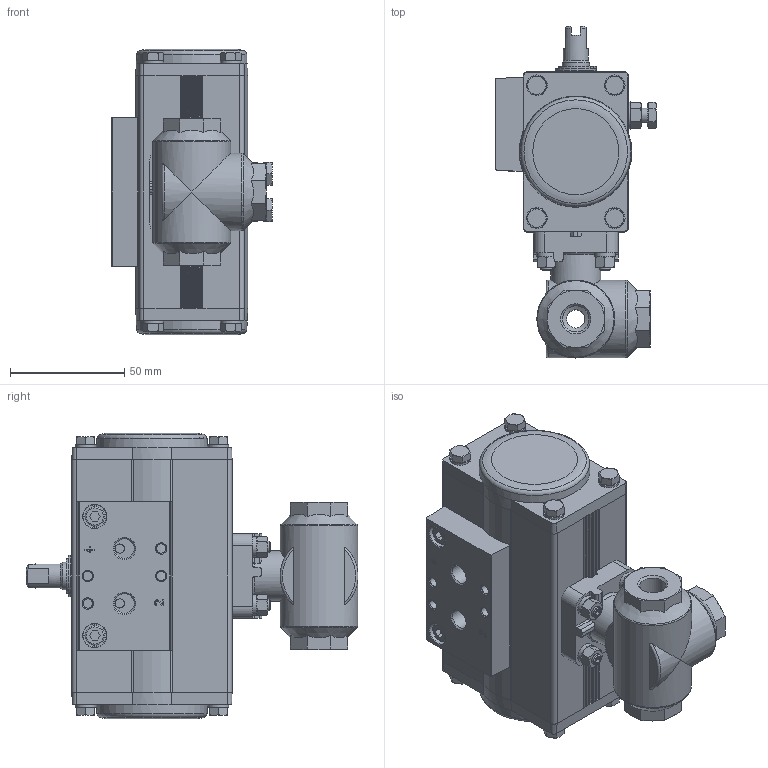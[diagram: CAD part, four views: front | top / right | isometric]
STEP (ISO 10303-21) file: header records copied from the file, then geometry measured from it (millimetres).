
FILE_DESCRIPTION(/* description */ ('STEP AP214'),/* implementation_level */ '2;1');
FILE_NAME(/* name */ '8070258_VZBM-A-1_4-RP-25-F-3T-B2-PA10',/* time_stamp */ '2024-09-18T03:15:49+02:00',/* author */ ('License CC BY-ND 4.0'),/* organization */ ('CADENAS'),/* preprocessor_version */ 'ST-DEVELOPER v19.3',/* originating_system */ 'PARTsolutions',/* authorisation */ ' ');
FILE_SCHEMA (('AUTOMOTIVE_DESIGN {1 0 10303 214 3 1 1}'));
Length unit declared in the file: millimetre
Products named in the file (10): 8070258 VZBM-A-1/4-RP-25-F-3T-B2-PA10; 4451861 VZBM-1/4-Rp-40-F-3T-F03-B2B3; 8042184 DFPD-10-90-RD-F03-------(housing); 8042184 DFPD-10(F03_90)---(shaft); 3637777 SCHEIBE 6.2X12X1.5-1.4301; 3635967 DFPD-10; DIN 934 - M6(F); 1128629 NL-5; ISO-4026 M5x25; ISO 4032 - M5(F)
Assembly tree (21 placements, depth 2):
  8070258 VZBM-A-1/4-RP-25-F-3T-B2-PA10
    4451861 VZBM-1/4-Rp-40-F-3T-F03-B2B3
    8042184 DFPD-10-90-RD-F03-------(housing)
    8042184 DFPD-10(F03_90)---(shaft)
    3637777 SCHEIBE 6.2X12X1.5-1.4301  x2
    3635967 DFPD-10  x2
    DIN 934 - M6(F)  x2
    1128629 NL-5  x4
    ISO-4026 M5x25  x4
    ISO 4032 - M5(F)  x4
Bounding box: 70.2 x 145 x 124.7 mm (x, y, z)
Volume: 493921.4 mm3; surface area: 77026.2 mm2
Topology: 21 solids, 21 shells, 1034 faces, 2387 edges, 1453 vertices
Faces by surface type: plane 516, cone 288, cylinder 195, torus 33, sphere 2
Full cylindrical faces by diameter (mm): 1.7 x2, 3.242 x1, 4 x2, 4.134 x16, 4.917 x5, 5 x4, 5.4 x4, 5.5 x4, 6 x2, 6.2 x2, 8 x2, 8.5 x2, 8.566 x2, 9 x14, 10 x4, 10.9 x1, 11.445 x3, 12 x5, 12.6 x1, 13 x3, 14 x2, 17.5 x2, 18 x4, 19 x1, 20 x1, 22 x1, 25 x2, 34 x2
Entity records: 23721 total; most frequent: CARTESIAN_POINT 5166, DIRECTION 3764, ORIENTED_EDGE 3568, EDGE_CURVE 1784, AXIS2_PLACEMENT_3D 1512, VERTEX_POINT 1201, FACE_BOUND 1107, EDGE_LOOP 1095
